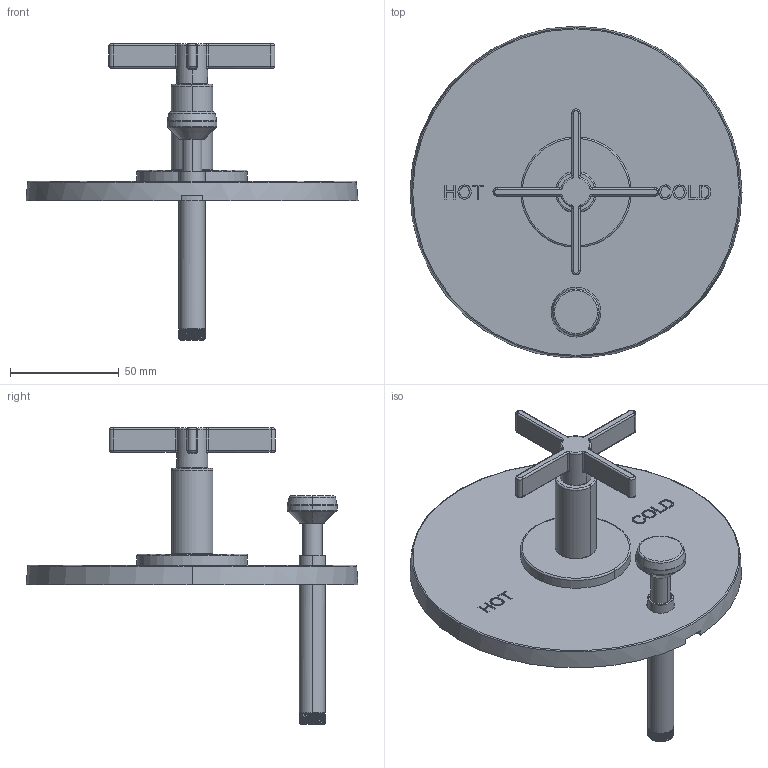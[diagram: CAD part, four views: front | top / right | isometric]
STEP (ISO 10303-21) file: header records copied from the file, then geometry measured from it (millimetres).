
FILE_DESCRIPTION((''),'2;1');
FILE_NAME('5-3332BP_ASM','2020-09-15T10:33:49',('jinson.thomas'),(''),'CREO PARAMETRIC BY PTC INC, 2018400','CREO PARAMETRIC BY PTC INC, 2018400','');
FILE_SCHEMA(('CONFIG_CONTROL_DESIGN'));
Length unit declared in the file: inch
Products named in the file (13): 30748; 20-501_ASM; 10497; 10496; 10498; 2-217_ASM; 13532; 20-565_ASM; 13533; 13535; 20-567_ASM; 3-722_ASM; 5-3332BP_ASM
Assembly tree (12 placements, depth 4):
  5-3332BP_ASM
    20-501_ASM
      30748
    2-217_ASM
      10497
      10496
      10498
    3-722_ASM
      20-565_ASM
        13532
      20-567_ASM
        13533
        13535
Bounding box: 152.4 x 152.25 x 135.92 mm (x, y, z)
Volume: 91154 mm3; surface area: 67716.9 mm2
Topology: 7 solids, 7 shells, 521 faces, 1322 edges, 839 vertices
Faces by surface type: cylinder 178, plane 131, extrusion 76, bspline 57, torus 40, cone 39
Entity records: 28222 total; most frequent: CARTESIAN_POINT 16103, ORIENTED_EDGE 2632, DIRECTION 2144, EDGE_CURVE 1316, VERTEX_POINT 839, AXIS2_PLACEMENT_3D 765, VECTOR 614, EDGE_LOOP 561
